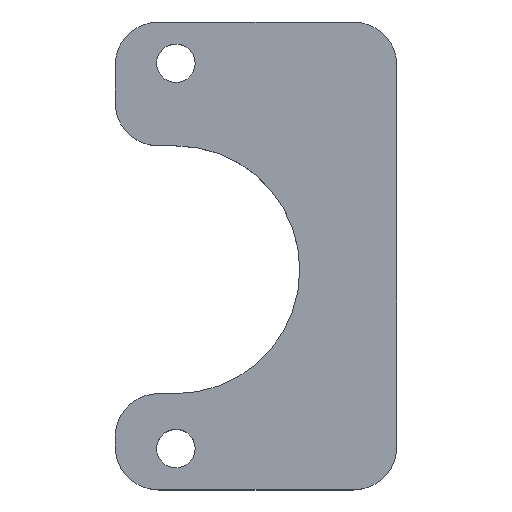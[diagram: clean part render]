
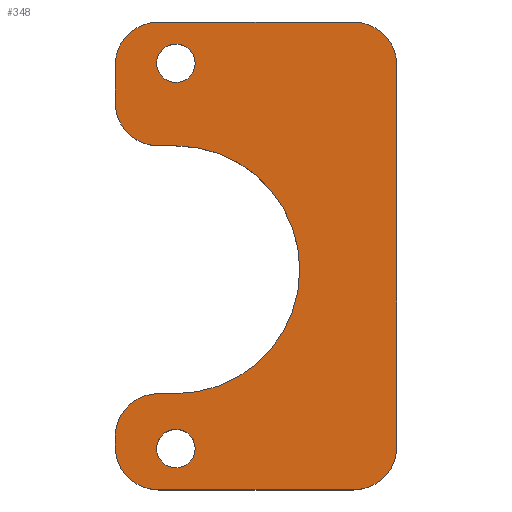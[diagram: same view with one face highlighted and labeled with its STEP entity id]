
A CAD part, top view. The second image highlights one B-rep face of the part: STEP entity #348.
In plain terms, the highlighted planar face has unit normal (0, 0, 1).
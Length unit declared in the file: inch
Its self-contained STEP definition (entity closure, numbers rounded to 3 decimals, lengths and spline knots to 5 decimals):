
#17=FACE_BOUND('',#66,.T.);
#18=FACE_BOUND('',#67,.T.);
#27=PLANE('',#404);
#45=FACE_OUTER_BOUND('',#65,.T.);
#65=EDGE_LOOP('',(#306,#307,#308,#309,#310,#311,#312,#313,#314,#315,#316,
#317,#318,#319));
#66=EDGE_LOOP('',(#320));
#67=EDGE_LOOP('',(#321));
#77=LINE('',#551,#107);
#83=LINE('',#566,#113);
#86=LINE('',#574,#116);
#90=LINE('',#584,#120);
#94=LINE('',#598,#124);
#95=LINE('',#601,#125);
#97=LINE('',#606,#127);
#107=VECTOR('',#442,0.3937);
#113=VECTOR('',#458,0.3937);
#116=VECTOR('',#467,0.3937);
#120=VECTOR('',#477,0.3937);
#124=VECTOR('',#495,0.3937);
#125=VECTOR('',#498,0.3937);
#127=VECTOR('',#506,0.3937);
#128=CIRCLE('',#370,0.125);
#138=CIRCLE('',#383,0.125);
#139=CIRCLE('',#385,0.125);
#140=CIRCLE('',#388,0.125);
#141=CIRCLE('',#391,0.125);
#142=CIRCLE('',#394,0.125);
#143=CIRCLE('',#396,0.05512);
#144=CIRCLE('',#398,0.05512);
#145=CIRCLE('',#402,0.35433);
#146=VERTEX_POINT('',#511);
#147=VERTEX_POINT('',#512);
#164=VERTEX_POINT('',#550);
#165=VERTEX_POINT('',#554);
#166=VERTEX_POINT('',#558);
#167=VERTEX_POINT('',#559);
#168=VERTEX_POINT('',#564);
#169=VERTEX_POINT('',#568);
#170=VERTEX_POINT('',#572);
#171=VERTEX_POINT('',#576);
#172=VERTEX_POINT('',#577);
#173=VERTEX_POINT('',#582);
#174=VERTEX_POINT('',#586);
#175=VERTEX_POINT('',#590);
#176=VERTEX_POINT('',#594);
#177=VERTEX_POINT('',#600);
#178=EDGE_CURVE('',#146,#147,#128,.T.);
#197=EDGE_CURVE('',#164,#147,#77,.T.);
#199=EDGE_CURVE('',#164,#165,#138,.T.);
#201=EDGE_CURVE('',#166,#167,#139,.T.);
#205=EDGE_CURVE('',#166,#168,#83,.T.);
#206=EDGE_CURVE('',#169,#168,#140,.T.);
#209=EDGE_CURVE('',#169,#170,#86,.T.);
#210=EDGE_CURVE('',#171,#172,#141,.T.);
#214=EDGE_CURVE('',#171,#173,#90,.T.);
#215=EDGE_CURVE('',#174,#173,#142,.T.);
#217=EDGE_CURVE('',#175,#175,#143,.T.);
#219=EDGE_CURVE('',#176,#176,#144,.T.);
#221=EDGE_CURVE('',#146,#172,#94,.T.);
#222=EDGE_CURVE('',#177,#165,#95,.T.);
#224=EDGE_CURVE('',#170,#177,#145,.T.);
#225=EDGE_CURVE('',#174,#167,#97,.T.);
#306=ORIENTED_EDGE('',*,*,#178,.F.);
#307=ORIENTED_EDGE('',*,*,#221,.T.);
#308=ORIENTED_EDGE('',*,*,#210,.F.);
#309=ORIENTED_EDGE('',*,*,#214,.T.);
#310=ORIENTED_EDGE('',*,*,#215,.F.);
#311=ORIENTED_EDGE('',*,*,#225,.T.);
#312=ORIENTED_EDGE('',*,*,#201,.F.);
#313=ORIENTED_EDGE('',*,*,#205,.T.);
#314=ORIENTED_EDGE('',*,*,#206,.F.);
#315=ORIENTED_EDGE('',*,*,#209,.T.);
#316=ORIENTED_EDGE('',*,*,#224,.T.);
#317=ORIENTED_EDGE('',*,*,#222,.T.);
#318=ORIENTED_EDGE('',*,*,#199,.F.);
#319=ORIENTED_EDGE('',*,*,#197,.T.);
#320=ORIENTED_EDGE('',*,*,#219,.T.);
#321=ORIENTED_EDGE('',*,*,#217,.T.);
#348=ADVANCED_FACE('',(#45,#17,#18),#27,.T.);
#370=AXIS2_PLACEMENT_3D('',#513,#409,#410);
#383=AXIS2_PLACEMENT_3D('',#555,#446,#447);
#385=AXIS2_PLACEMENT_3D('',#560,#451,#452);
#388=AXIS2_PLACEMENT_3D('',#569,#461,#462);
#391=AXIS2_PLACEMENT_3D('',#578,#470,#471);
#394=AXIS2_PLACEMENT_3D('',#587,#480,#481);
#396=AXIS2_PLACEMENT_3D('',#591,#485,#486);
#398=AXIS2_PLACEMENT_3D('',#595,#490,#491);
#402=AXIS2_PLACEMENT_3D('',#604,#502,#503);
#404=AXIS2_PLACEMENT_3D('',#607,#507,#508);
#409=DIRECTION('center_axis',(0.,0.,-1.));
#410=DIRECTION('ref_axis',(-0.707,-0.707,0.));
#442=DIRECTION('',(0.,-1.,0.));
#446=DIRECTION('center_axis',(0.,0.,-1.));
#447=DIRECTION('ref_axis',(-0.707,0.707,0.));
#451=DIRECTION('center_axis',(0.,0.,-1.));
#452=DIRECTION('ref_axis',(-0.707,0.707,0.));
#458=DIRECTION('',(0.,-1.,0.));
#461=DIRECTION('center_axis',(0.,0.,-1.));
#462=DIRECTION('ref_axis',(-0.707,-0.707,0.));
#467=DIRECTION('',(1.,0.,0.));
#470=DIRECTION('center_axis',(0.,0.,-1.));
#471=DIRECTION('ref_axis',(0.707,-0.707,0.));
#477=DIRECTION('',(0.,1.,0.));
#480=DIRECTION('center_axis',(0.,0.,-1.));
#481=DIRECTION('ref_axis',(0.707,0.707,0.));
#485=DIRECTION('center_axis',(0.,0.,-1.));
#486=DIRECTION('ref_axis',(-1.,0.,0.));
#490=DIRECTION('center_axis',(0.,0.,-1.));
#491=DIRECTION('ref_axis',(-1.,0.,0.));
#495=DIRECTION('',(1.,0.,0.));
#498=DIRECTION('',(-1.,0.,0.));
#502=DIRECTION('center_axis',(0.,0.,-1.));
#503=DIRECTION('ref_axis',(-1.,0.,0.));
#506=DIRECTION('',(-1.,0.,0.));
#507=DIRECTION('center_axis',(0.,0.,1.));
#508=DIRECTION('ref_axis',(1.,0.,0.));
#511=CARTESIAN_POINT('',(0.06693,-0.66929,0.3937));
#512=CARTESIAN_POINT('',(-0.05807,-0.54429,0.3937));
#513=CARTESIAN_POINT('Origin',(0.06693,-0.54429,0.3937));
#550=CARTESIAN_POINT('',(-0.05807,-0.5187,0.3937));
#551=CARTESIAN_POINT('',(-0.05807,-0.3937,0.3937));
#554=CARTESIAN_POINT('',(0.06693,-0.3937,0.3937));
#555=CARTESIAN_POINT('Origin',(0.06693,-0.5187,0.3937));
#558=CARTESIAN_POINT('',(-0.05807,0.54429,0.3937));
#559=CARTESIAN_POINT('',(0.06693,0.66929,0.3937));
#560=CARTESIAN_POINT('Origin',(0.06693,0.54429,0.3937));
#564=CARTESIAN_POINT('',(-0.05807,0.43996,0.3937));
#566=CARTESIAN_POINT('',(-0.05807,0.66929,0.3937));
#568=CARTESIAN_POINT('',(0.06693,0.31496,0.3937));
#569=CARTESIAN_POINT('Origin',(0.06693,0.43996,0.3937));
#572=CARTESIAN_POINT('',(0.11575,0.31496,0.3937));
#574=CARTESIAN_POINT('',(-0.05807,0.31496,0.3937));
#576=CARTESIAN_POINT('',(0.74803,-0.54429,0.3937));
#577=CARTESIAN_POINT('',(0.62303,-0.66929,0.3937));
#578=CARTESIAN_POINT('Origin',(0.62303,-0.54429,0.3937));
#582=CARTESIAN_POINT('',(0.74803,0.54429,0.3937));
#584=CARTESIAN_POINT('',(0.74803,-0.66929,0.3937));
#586=CARTESIAN_POINT('',(0.62303,0.66929,0.3937));
#587=CARTESIAN_POINT('Origin',(0.62303,0.54429,0.3937));
#590=CARTESIAN_POINT('',(0.17087,0.55118,0.3937));
#591=CARTESIAN_POINT('Origin',(0.11575,0.55118,0.3937));
#594=CARTESIAN_POINT('',(0.17087,-0.55118,0.3937));
#595=CARTESIAN_POINT('Origin',(0.11575,-0.55118,0.3937));
#598=CARTESIAN_POINT('',(-0.15748,-0.66929,0.3937));
#600=CARTESIAN_POINT('',(0.11575,-0.3937,0.3937));
#601=CARTESIAN_POINT('',(0.11575,-0.3937,0.3937));
#604=CARTESIAN_POINT('Origin',(0.11575,-0.03937,0.3937));
#606=CARTESIAN_POINT('',(0.74803,0.66929,0.3937));
#607=CARTESIAN_POINT('Origin',(0.34498,0.,
0.3937));
